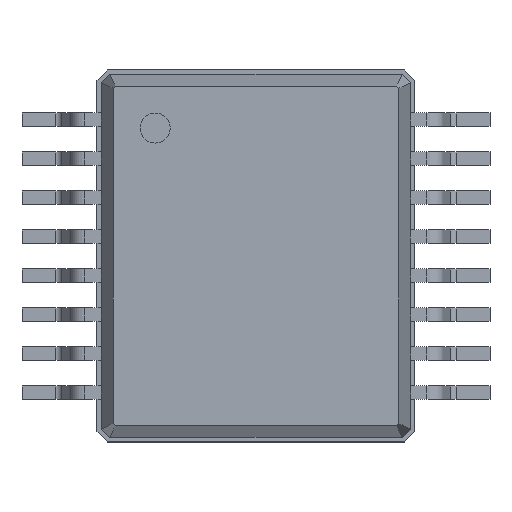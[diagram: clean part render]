
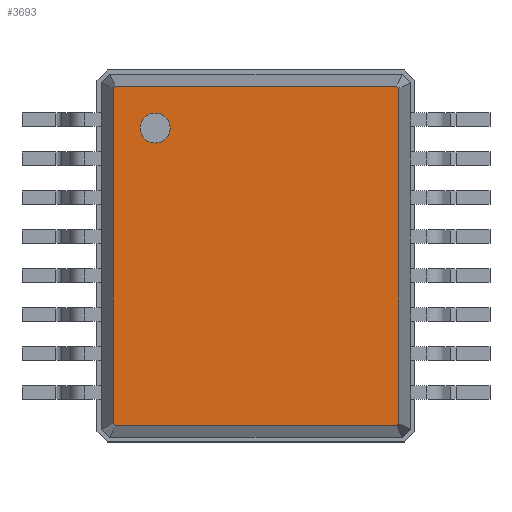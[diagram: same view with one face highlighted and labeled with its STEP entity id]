
A CAD part, top view. The second image highlights one B-rep face of the part: STEP entity #3693.
In plain terms, the highlighted planar face has unit normal (0, 0, 1).
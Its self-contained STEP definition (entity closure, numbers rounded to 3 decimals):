
#27=VECTOR('',#28,1.);
#28=DIRECTION('',(1.,0.,0.));
#51=VECTOR('',#52,1.);
#52=DIRECTION('',(0.707,-0.707,0.));
#58=VECTOR('',#59,1.);
#59=DIRECTION('',(0.,-1.,0.));
#65=VECTOR('',#66,1.);
#66=DIRECTION('',(-0.707,-0.707,0.));
#72=VECTOR('',#73,1.);
#73=DIRECTION('',(-1.,0.,0.));
#79=VECTOR('',#80,1.);
#80=DIRECTION('',(-0.707,0.707,0.));
#86=VECTOR('',#87,1.);
#87=DIRECTION('',(0.,1.,0.));
#91=VECTOR('',#92,1.);
#92=DIRECTION('',(0.707,0.707,0.));
#1134=DIRECTION('',(0.,0.,-1.));
#1201=VERTEX_POINT('',#1202);
#1202=CARTESIAN_POINT('',(-2.381,2.79,2.1));
#1205=EDGE_CURVE('',#1206,#1201,#1208,.T.);
#1206=VERTEX_POINT('',#1207);
#1207=CARTESIAN_POINT('',(-2.381,-2.79,2.1));
#1208=LINE('',#1207,#86);
#1219=VERTEX_POINT('',#1220);
#1220=CARTESIAN_POINT('',(-2.34,2.831,2.1));
#1223=EDGE_CURVE('',#1201,#1219,#1224,.T.);
#1224=LINE('',#1202,#91);
#1233=VERTEX_POINT('',#1234);
#1234=CARTESIAN_POINT('',(2.34,2.831,2.1));
#1237=EDGE_CURVE('',#1219,#1233,#1238,.T.);
#1238=LINE('',#1220,#27);
#1247=VERTEX_POINT('',#1248);
#1248=CARTESIAN_POINT('',(2.381,2.79,2.1));
#1251=EDGE_CURVE('',#1233,#1247,#1252,.T.);
#1252=LINE('',#1234,#51);
#1325=VERTEX_POINT('',#1326);
#1326=CARTESIAN_POINT('',(2.381,-2.79,2.1));
#1329=EDGE_CURVE('',#1247,#1325,#1330,.T.);
#1330=LINE('',#1248,#58);
#3693=ADVANCED_FACE('',(#3694,#3714),#3724,.F.);
#3694=FACE_BOUND('',#3695,.F.);
#3695=EDGE_LOOP('',(#3696,#3697,#3698,#3699,#3704,#3709,#3712,#3713));
#3696=ORIENTED_EDGE('',*,*,#1237,.T.);
#3697=ORIENTED_EDGE('',*,*,#1251,.T.);
#3698=ORIENTED_EDGE('',*,*,#1329,.T.);
#3699=ORIENTED_EDGE('',*,*,#3700,.T.);
#3700=EDGE_CURVE('',#1325,#3701,#3703,.T.);
#3701=VERTEX_POINT('',#3702);
#3702=CARTESIAN_POINT('',(2.34,-2.831,2.1));
#3703=LINE('',#1326,#65);
#3704=ORIENTED_EDGE('',*,*,#3705,.T.);
#3705=EDGE_CURVE('',#3701,#3706,#3708,.T.);
#3706=VERTEX_POINT('',#3707);
#3707=CARTESIAN_POINT('',(-2.34,-2.831,2.1));
#3708=LINE('',#3702,#72);
#3709=ORIENTED_EDGE('',*,*,#3710,.T.);
#3710=EDGE_CURVE('',#3706,#1206,#3711,.T.);
#3711=LINE('',#3707,#79);
#3712=ORIENTED_EDGE('',*,*,#1205,.T.);
#3713=ORIENTED_EDGE('',*,*,#1223,.T.);
#3714=FACE_BOUND('',#3715,.F.);
#3715=EDGE_LOOP('',(#3716));
#3716=ORIENTED_EDGE('',*,*,#3717,.F.);
#3717=EDGE_CURVE('',#3718,#3718,#3720,.T.);
#3718=VERTEX_POINT('',#3719);
#3719=CARTESIAN_POINT('',(-1.681,1.881,2.1));
#3720=CIRCLE('',#3721,0.25);
#3721=AXIS2_PLACEMENT_3D('',#3722,#3723,#59);
#3722=CARTESIAN_POINT('',(-1.681,2.131,2.1));
#3723=DIRECTION('',(0.,-0.,-1.));
#3724=PLANE('',#3725);
#3725=AXIS2_PLACEMENT_3D('',#1220,#1134,#3726);
#3726=DIRECTION('',(0.637,-0.771,0.));
